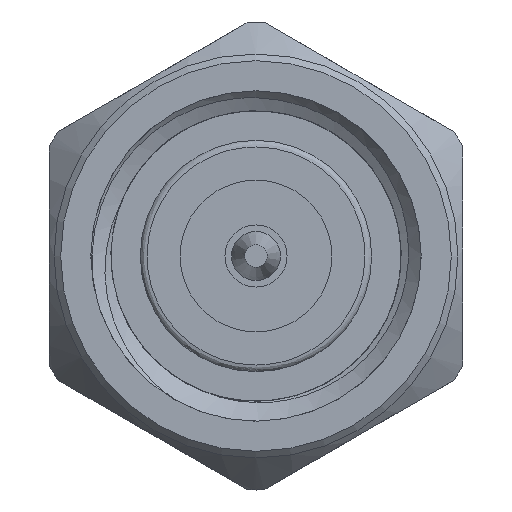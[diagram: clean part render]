
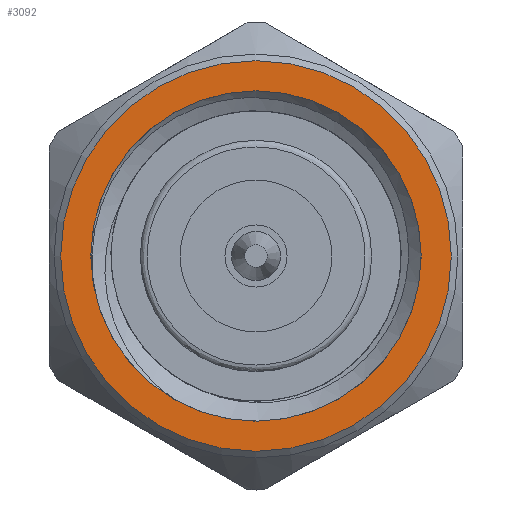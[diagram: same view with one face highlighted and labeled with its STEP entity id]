
A CAD part, left-side view. The second image highlights one B-rep face of the part: STEP entity #3092.
In plain terms, the highlighted planar face has unit normal (-1, 0, 0).
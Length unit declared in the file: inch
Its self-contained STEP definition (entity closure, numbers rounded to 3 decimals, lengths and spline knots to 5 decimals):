
#95 = EDGE_LOOP ( 'NONE', ( #409 ) ) ;
#173 = AXIS2_PLACEMENT_3D ( 'NONE', #2149, #2131, #239 ) ;
#239 = DIRECTION ( 'NONE',  ( 0., 0., -1. ) ) ;
#343 = DIRECTION ( 'NONE',  ( 1., 0., 0. ) ) ;
#382 = FACE_BOUND ( 'NONE', #3180, .T. ) ;
#409 = ORIENTED_EDGE ( 'NONE', *, *, #2999, .F. ) ;
#471 = VERTEX_POINT ( 'NONE', #2041 ) ;
#583 = AXIS2_PLACEMENT_3D ( 'NONE', #2429, #2152, #790 ) ;
#790 = DIRECTION ( 'NONE',  ( 0., 0., 1. ) ) ;
#987 = ORIENTED_EDGE ( 'NONE', *, *, #2315, .T. ) ;
#1456 = PLANE ( 'NONE',  #3312 ) ;
#1730 = FACE_OUTER_BOUND ( 'NONE', #95, .T. ) ;
#1804 = CARTESIAN_POINT ( 'NONE',  ( 0., 0., -0.14779 ) ) ;
#2041 = CARTESIAN_POINT ( 'NONE',  ( 0., 0., 0.125 ) ) ;
#2131 = DIRECTION ( 'NONE',  ( 1., 0., 0. ) ) ;
#2149 = CARTESIAN_POINT ( 'NONE',  ( 0., 0., 0. ) ) ;
#2152 = DIRECTION ( 'NONE',  ( 1., 0., 0. ) ) ;
#2200 = DIRECTION ( 'NONE',  ( 0., 0., -1. ) ) ;
#2315 = EDGE_CURVE ( 'NONE', #471, #471, #3398, .T. ) ;
#2429 = CARTESIAN_POINT ( 'NONE',  ( 0., 0., 0. ) ) ;
#2572 = CARTESIAN_POINT ( 'NONE',  ( 0., 0., 0. ) ) ;
#2801 = CIRCLE ( 'NONE', #173, 0.14779 ) ;
#2999 = EDGE_CURVE ( 'NONE', #3458, #3458, #2801, .T. ) ;
#3092 = ADVANCED_FACE ( 'NONE', ( #1730, #382 ), #1456, .F. ) ;
#3180 = EDGE_LOOP ( 'NONE', ( #987 ) ) ;
#3312 = AXIS2_PLACEMENT_3D ( 'NONE', #2572, #343, #2200 ) ;
#3398 = CIRCLE ( 'NONE', #583, 0.125 ) ;
#3458 = VERTEX_POINT ( 'NONE', #1804 ) ;
